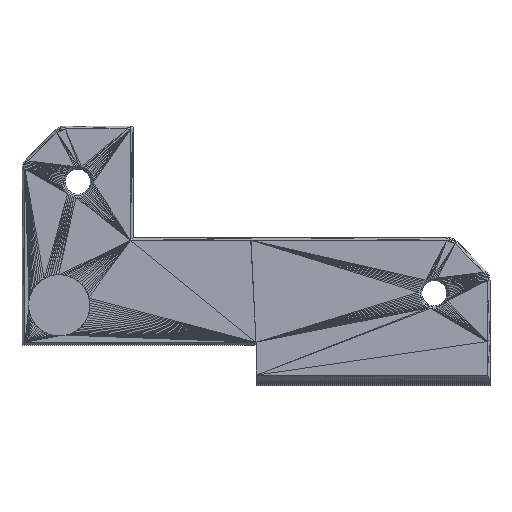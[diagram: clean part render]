
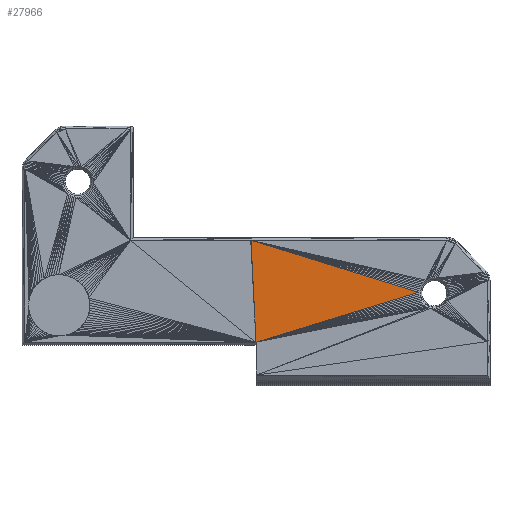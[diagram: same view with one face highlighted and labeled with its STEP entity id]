
A CAD part, left-side view. The second image highlights one B-rep face of the part: STEP entity #27966.
In plain terms, the highlighted planar face has unit normal (-1, 0, 0).
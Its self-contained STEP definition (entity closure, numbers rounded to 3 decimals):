
#2336=FACE_OUTER_BOUND('',#4656,.T.);
#4656=EDGE_LOOP('',(#23147,#23148,#23149));
#8018=LINE('',#45452,#11458);
#8099=LINE('',#45615,#11539);
#8100=LINE('',#45617,#11540);
#11458=VECTOR('',#38224,10.);
#11539=VECTOR('',#38469,10.);
#11540=VECTOR('',#38472,10.);
#11727=VERTEX_POINT('',#39029);
#12070=VERTEX_POINT('',#40427);
#12662=VERTEX_POINT('',#44099);
#16194=EDGE_CURVE('',#11727,#12662,#8018,.T.);
#16275=EDGE_CURVE('',#12662,#12070,#8099,.T.);
#16276=EDGE_CURVE('',#11727,#12070,#8100,.T.);
#23147=ORIENTED_EDGE('',*,*,#16276,.F.);
#23148=ORIENTED_EDGE('',*,*,#16194,.T.);
#23149=ORIENTED_EDGE('',*,*,#16275,.T.);
#25647=PLANE('',#30388);
#27966=ADVANCED_FACE('',(#2336),#25647,.T.);
#30388=AXIS2_PLACEMENT_3D('',#45616,#38470,#38471);
#38224=DIRECTION('',(0.,-0.956,0.293));
#38469=DIRECTION('',(0.,0.955,0.295));
#38470=DIRECTION('center_axis',(-1.,0.,0.));
#38471=DIRECTION('ref_axis',(0.,0.,1.));
#38472=DIRECTION('',(0.,0.049,0.999));
#39029=CARTESIAN_POINT('',(0.,315.,-631.));
#40427=CARTESIAN_POINT('',(0.,321.716,-494.));
#44099=CARTESIAN_POINT('',(0.,95.964,-563.779));
#45452=CARTESIAN_POINT('',(0.,315.,-631.));
#45615=CARTESIAN_POINT('',(0.,95.964,-563.779));
#45616=CARTESIAN_POINT('Origin',(0.,95.964,
-563.779));
#45617=CARTESIAN_POINT('',(0.,315.,-631.));
